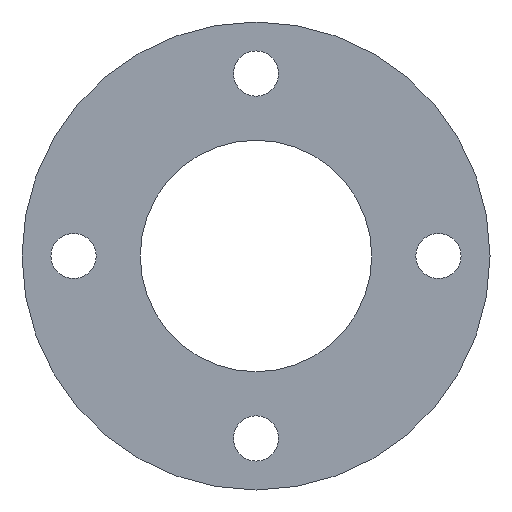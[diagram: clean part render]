
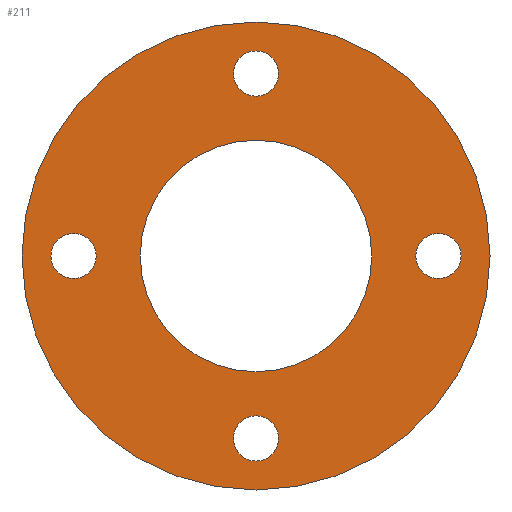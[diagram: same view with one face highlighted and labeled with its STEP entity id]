
A CAD part, left-side view. The second image highlights one B-rep face of the part: STEP entity #211.
In plain terms, the highlighted planar face has unit normal (-1, 0, 0).
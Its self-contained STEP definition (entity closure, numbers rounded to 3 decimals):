
#103 = VERTEX_POINT( '', #270 );
#111 = EDGE_CURVE( '', #205, #125, #278, .T. );
#117 = EDGE_CURVE( '', #103, #137, #286, .T. );
#121 = EDGE_CURVE( '', #227, #195, #290, .T. );
#125 = VERTEX_POINT( '', #294 );
#137 = VERTEX_POINT( '', #313 );
#139 = VERTEX_POINT( '', #315 );
#143 = EDGE_CURVE( '', #157, #237, #320, .T. );
#147 = EDGE_CURVE( '', #139, #187, #324, .T. );
#149 = VERTEX_POINT( '', #326 );
#157 = VERTEX_POINT( '', #335 );
#161 = VERTEX_POINT( '', #340 );
#177 = EDGE_CURVE( '', #237, #157, #356, .T. );
#187 = VERTEX_POINT( '', #368 );
#193 = EDGE_CURVE( '', #137, #103, #375, .T. );
#195 = VERTEX_POINT( '', #377 );
#205 = VERTEX_POINT( '', #388 );
#211 = ADVANCED_FACE( '', ( #394, #395, #396, #397, #398, #399 ), #400, .F. );
#217 = EDGE_CURVE( '', #125, #205, #407, .T. );
#219 = EDGE_CURVE( '', #187, #139, #409, .T. );
#223 = EDGE_CURVE( '', #161, #149, #413, .T. );
#227 = VERTEX_POINT( '', #417 );
#231 = EDGE_CURVE( '', #149, #161, #421, .T. );
#237 = VERTEX_POINT( '', #427 );
#243 = EDGE_CURVE( '', #195, #227, #433, .T. );
#270 = CARTESIAN_POINT( '', ( 0., 0., 46. ) );
#278 = CIRCLE( '', #462, 9. );
#286 = CIRCLE( '', #471, 46. );
#290 = CIRCLE( '', #478, 93. );
#294 = CARTESIAN_POINT( '', ( 0., 9., 72.5 ) );
#313 = CARTESIAN_POINT( '', ( 0., 0., -46. ) );
#315 = CARTESIAN_POINT( '', ( 0., 81.5, 0. ) );
#320 = CIRCLE( '', #512, 9. );
#324 = CIRCLE( '', #519, 9. );
#326 = CARTESIAN_POINT( '', ( 0., -9., -72.5 ) );
#335 = CARTESIAN_POINT( '', ( 0., -81.5, 0. ) );
#340 = CARTESIAN_POINT( '', ( 0., 9., -72.5 ) );
#356 = CIRCLE( '', #563, 9. );
#368 = CARTESIAN_POINT( '', ( 0., 63.5, 0. ) );
#375 = CIRCLE( '', #585, 46. );
#377 = CARTESIAN_POINT( '', ( 0., 0., 93. ) );
#388 = CARTESIAN_POINT( '', ( 0., -9., 72.5 ) );
#394 = FACE_BOUND( '', #608, .T. );
#395 = FACE_BOUND( '', #609, .T. );
#396 = FACE_BOUND( '', #610, .T. );
#397 = FACE_BOUND( '', #611, .T. );
#398 = FACE_OUTER_BOUND( '', #612, .T. );
#399 = FACE_BOUND( '', #613, .T. );
#400 = PLANE( '', #614 );
#407 = CIRCLE( '', #622, 9. );
#409 = CIRCLE( '', #625, 9. );
#413 = CIRCLE( '', #630, 9. );
#417 = CARTESIAN_POINT( '', ( 0., 0., -93. ) );
#421 = CIRCLE( '', #641, 9. );
#427 = CARTESIAN_POINT( '', ( 0., -63.5, 0. ) );
#433 = CIRCLE( '', #659, 93. );
#462 = AXIS2_PLACEMENT_3D( '', #678, #679, #680 );
#471 = AXIS2_PLACEMENT_3D( '', #697, #698, #699 );
#478 = AXIS2_PLACEMENT_3D( '', #701, #702, #703 );
#512 = AXIS2_PLACEMENT_3D( '', #740, #741, #742 );
#519 = AXIS2_PLACEMENT_3D( '', #744, #745, #746 );
#563 = AXIS2_PLACEMENT_3D( '', #771, #772, #773 );
#585 = AXIS2_PLACEMENT_3D( '', #804, #805, #806 );
#608 = EDGE_LOOP( '', ( #828, #829 ) );
#609 = EDGE_LOOP( '', ( #830, #831 ) );
#610 = EDGE_LOOP( '', ( #832, #833 ) );
#611 = EDGE_LOOP( '', ( #834, #835 ) );
#612 = EDGE_LOOP( '', ( #836, #837 ) );
#613 = EDGE_LOOP( '', ( #838, #839 ) );
#614 = AXIS2_PLACEMENT_3D( '', #840, #841, #842 );
#622 = AXIS2_PLACEMENT_3D( '', #851, #852, #853 );
#625 = AXIS2_PLACEMENT_3D( '', #854, #855, #856 );
#630 = AXIS2_PLACEMENT_3D( '', #857, #858, #859 );
#641 = AXIS2_PLACEMENT_3D( '', #861, #862, #863 );
#659 = AXIS2_PLACEMENT_3D( '', #874, #875, #876 );
#678 = CARTESIAN_POINT( '', ( 0., 0., 72.5 ) );
#679 = DIRECTION( '', ( 1., 0., 0. ) );
#680 = DIRECTION( '', ( 0., 1., 0. ) );
#697 = CARTESIAN_POINT( '', ( 0., 0., 0. ) );
#698 = DIRECTION( '', ( 1., 0., 0. ) );
#699 = DIRECTION( '', ( 0., 0., -1. ) );
#701 = CARTESIAN_POINT( '', ( 0., 0., 0. ) );
#702 = DIRECTION( '', ( 1., 0., 0. ) );
#703 = DIRECTION( '', ( 0., 0., -1. ) );
#740 = CARTESIAN_POINT( '', ( 0., -72.5, 0. ) );
#741 = DIRECTION( '', ( 1., 0., 0. ) );
#742 = DIRECTION( '', ( 0., 1., 0. ) );
#744 = CARTESIAN_POINT( '', ( 0., 72.5, 0. ) );
#745 = DIRECTION( '', ( 1., 0., 0. ) );
#746 = DIRECTION( '', ( 0., 1., 0. ) );
#771 = CARTESIAN_POINT( '', ( 0., -72.5, 0. ) );
#772 = DIRECTION( '', ( 1., 0., 0. ) );
#773 = DIRECTION( '', ( 0., 1., 0. ) );
#804 = CARTESIAN_POINT( '', ( 0., 0., 0. ) );
#805 = DIRECTION( '', ( 1., 0., 0. ) );
#806 = DIRECTION( '', ( 0., 0., -1. ) );
#828 = ORIENTED_EDGE( '', *, *, #223, .T. );
#829 = ORIENTED_EDGE( '', *, *, #231, .T. );
#830 = ORIENTED_EDGE( '', *, *, #177, .T. );
#831 = ORIENTED_EDGE( '', *, *, #143, .T. );
#832 = ORIENTED_EDGE( '', *, *, #217, .T. );
#833 = ORIENTED_EDGE( '', *, *, #111, .T. );
#834 = ORIENTED_EDGE( '', *, *, #147, .T. );
#835 = ORIENTED_EDGE( '', *, *, #219, .T. );
#836 = ORIENTED_EDGE( '', *, *, #121, .F. );
#837 = ORIENTED_EDGE( '', *, *, #243, .F. );
#838 = ORIENTED_EDGE( '', *, *, #193, .T. );
#839 = ORIENTED_EDGE( '', *, *, #117, .T. );
#840 = CARTESIAN_POINT( '', ( 0., 0., 0. ) );
#841 = DIRECTION( '', ( 1., 0., 0. ) );
#842 = DIRECTION( '', ( 0., 0., -1. ) );
#851 = CARTESIAN_POINT( '', ( 0., 0., 72.5 ) );
#852 = DIRECTION( '', ( 1., 0., 0. ) );
#853 = DIRECTION( '', ( 0., 1., 0. ) );
#854 = CARTESIAN_POINT( '', ( 0., 72.5, 0. ) );
#855 = DIRECTION( '', ( 1., 0., 0. ) );
#856 = DIRECTION( '', ( 0., 1., 0. ) );
#857 = CARTESIAN_POINT( '', ( 0., 0., -72.5 ) );
#858 = DIRECTION( '', ( 1., 0., 0. ) );
#859 = DIRECTION( '', ( 0., 1., 0. ) );
#861 = CARTESIAN_POINT( '', ( 0., 0., -72.5 ) );
#862 = DIRECTION( '', ( 1., 0., 0. ) );
#863 = DIRECTION( '', ( 0., 1., 0. ) );
#874 = CARTESIAN_POINT( '', ( 0., 0., 0. ) );
#875 = DIRECTION( '', ( 1., 0., 0. ) );
#876 = DIRECTION( '', ( 0., 0., -1. ) );
